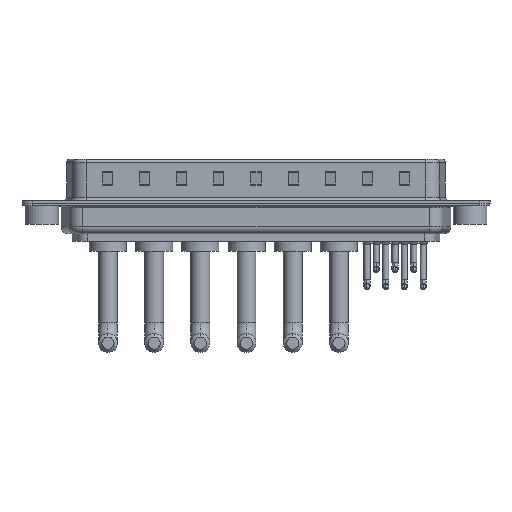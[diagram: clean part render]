
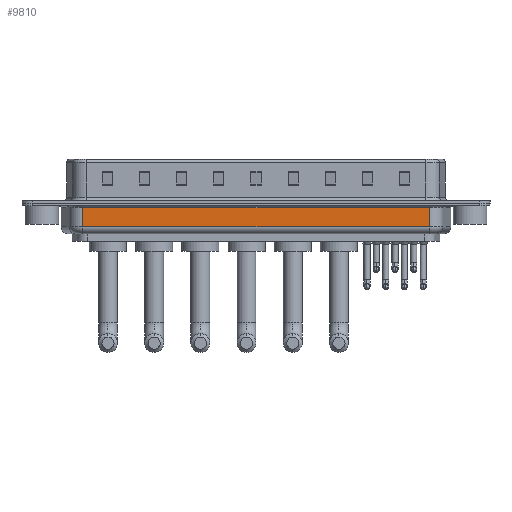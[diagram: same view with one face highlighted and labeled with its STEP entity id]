
A CAD part, front view. The second image highlights one B-rep face of the part: STEP entity #9810.
In plain terms, the highlighted planar face has unit normal (0, -1, 0).
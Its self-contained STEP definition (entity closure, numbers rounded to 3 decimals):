
#1020 = FACE_OUTER_BOUND ( 'NONE', #6255, .T. ) ;
#1192 = AXIS2_PLACEMENT_3D ( 'NONE', #6721, #12557, #18164 ) ;
#2561 = CARTESIAN_POINT ( 'NONE',  ( 6.031, -5.35, -3.5 ) ) ;
#3347 = ORIENTED_EDGE ( 'NONE', *, *, #20539, .F. ) ;
#3845 = ORIENTED_EDGE ( 'NONE', *, *, #14481, .T. ) ;
#4348 = VERTEX_POINT ( 'NONE', #9646 ) ;
#4409 = VERTEX_POINT ( 'NONE', #5684 ) ;
#4598 = EDGE_CURVE ( 'NONE', #4409, #10882, #10498, .T. ) ;
#4709 = DIRECTION ( 'NONE',  ( 0., 0., 1. ) ) ;
#5684 = CARTESIAN_POINT ( 'NONE',  ( 6.031, -5.35, -3.5 ) ) ;
#6052 = VECTOR ( 'NONE', #4709, 1000. ) ;
#6255 = EDGE_LOOP ( 'NONE', ( #3347, #15301, #7302, #3845 ) ) ;
#6721 = CARTESIAN_POINT ( 'NONE',  ( 6.031, -5.35, -4.5 ) ) ;
#7147 = EDGE_CURVE ( 'NONE', #10882, #17004, #21300, .T. ) ;
#7302 = ORIENTED_EDGE ( 'NONE', *, *, #7147, .T. ) ;
#9629 = CARTESIAN_POINT ( 'NONE',  ( 57.469, -5.35, -4.5 ) ) ;
#9646 = CARTESIAN_POINT ( 'NONE',  ( 6.031, -5.35, -0.65 ) ) ;
#9810 = ADVANCED_FACE ( 'NONE', ( #1020 ), #16171, .F. ) ;
#10498 = LINE ( 'NONE', #2561, #19509 ) ;
#10882 = VERTEX_POINT ( 'NONE', #13349 ) ;
#11445 = VECTOR ( 'NONE', #16968, 1000. ) ;
#12557 = DIRECTION ( 'NONE',  ( 0., 1., 0. ) ) ;
#13349 = CARTESIAN_POINT ( 'NONE',  ( 57.469, -5.35, -3.5 ) ) ;
#14155 = CARTESIAN_POINT ( 'NONE',  ( 6.031, -5.35, -4.5 ) ) ;
#14481 = EDGE_CURVE ( 'NONE', #17004, #4348, #15083, .T. ) ;
#15083 = LINE ( 'NONE', #15215, #19160 ) ;
#15215 = CARTESIAN_POINT ( 'NONE',  ( 6.031, -5.35, -0.65 ) ) ;
#15301 = ORIENTED_EDGE ( 'NONE', *, *, #4598, .T. ) ;
#16034 = LINE ( 'NONE', #14155, #6052 ) ;
#16171 = PLANE ( 'NONE',  #1192 ) ;
#16952 = DIRECTION ( 'NONE',  ( -1., 0., 0. ) ) ;
#16968 = DIRECTION ( 'NONE',  ( 0., 0., 1. ) ) ;
#17004 = VERTEX_POINT ( 'NONE', #20842 ) ;
#18096 = DIRECTION ( 'NONE',  ( 1., 0., 0. ) ) ;
#18164 = DIRECTION ( 'NONE',  ( -1., 0., 0. ) ) ;
#19160 = VECTOR ( 'NONE', #16952, 1000. ) ;
#19509 = VECTOR ( 'NONE', #18096, 1000. ) ;
#20539 = EDGE_CURVE ( 'NONE', #4409, #4348, #16034, .T. ) ;
#20842 = CARTESIAN_POINT ( 'NONE',  ( 57.469, -5.35, -0.65 ) ) ;
#21300 = LINE ( 'NONE', #9629, #11445 ) ;
